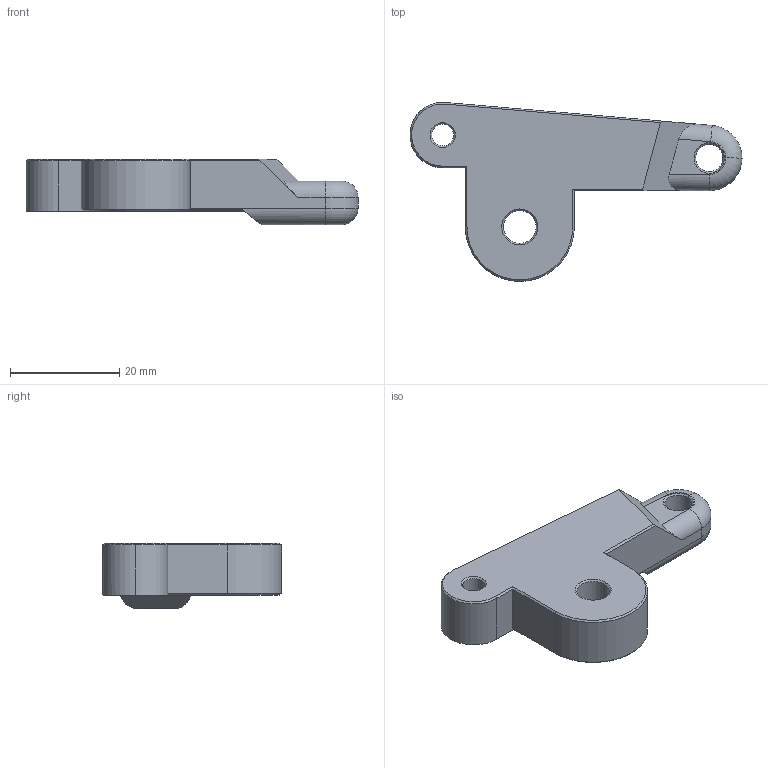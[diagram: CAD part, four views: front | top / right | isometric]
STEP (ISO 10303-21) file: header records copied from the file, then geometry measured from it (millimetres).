
FILE_DESCRIPTION (( 'STEP AP203' ), '1' );
FILE_NAME ('三角形连杆', '2023-10-12T21:27:06', ( '' ), ( '' ), 'SwSTEP 2.0', 'SolidWorks 2021', '' );
FILE_SCHEMA (( 'CONFIG_CONTROL_DESIGN' ));
Length unit declared in the file: millimetre
Products named in the file (1): �����
Bounding box: 60.91 x 32.85 x 12 mm (x, y, z)
Volume: 9173.5 mm3; surface area: 3940.9 mm2
Topology: 1 solids, 1 shells, 57 faces, 137 edges, 83 vertices
Faces by surface type: plane 21, cone 16, cylinder 16, torus 4
Entity records: 1734 total; most frequent: DIRECTION 299, CARTESIAN_POINT 299, ORIENTED_EDGE 274, EDGE_CURVE 137, AXIS2_PLACEMENT_3D 111, VERTEX_POINT 83, LINE 77, VECTOR 77
